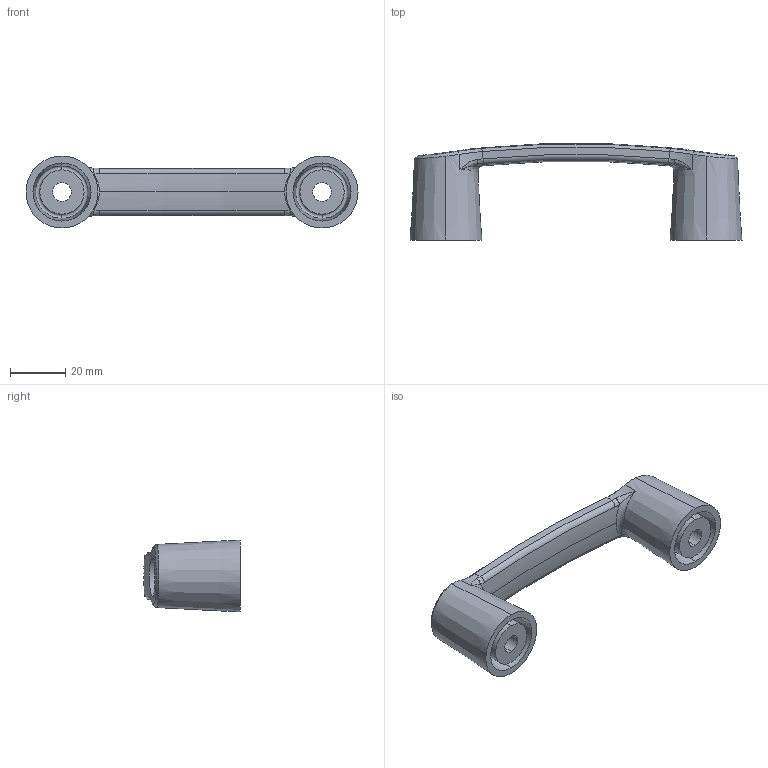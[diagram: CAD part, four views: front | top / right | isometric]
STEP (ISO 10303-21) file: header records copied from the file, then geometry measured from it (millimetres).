
FILE_DESCRIPTION(('STEP AP214'),'1');
FILE_NAME('fath_12093b65.stp','2017-09-11T08:44:20',('TraceParts'),('TraceParts S.A.'),'Spatial InterOp 3D',' ',' ');
FILE_SCHEMA(('automotive_design'));
Length unit declared in the file: millimetre
Products named in the file (1): fath_12093b65
Bounding box: 120 x 34.8 x 26 mm (x, y, z)
Volume: 25259.4 mm3; surface area: 15947.3 mm2
Topology: 1 solids, 1 shells, 74 faces, 180 edges, 108 vertices
Faces by surface type: bspline 20, cylinder 18, plane 14, cone 12, torus 10
Entity records: 3974 total; most frequent: CARTESIAN_POINT 1790, ORIENTED_EDGE 352, DIRECTION 290, EDGE_CURVE 176, AXIS2_PLACEMENT_3D 127, VERTEX_POINT 108, EDGE_LOOP 82, STYLED_ITEM 75
